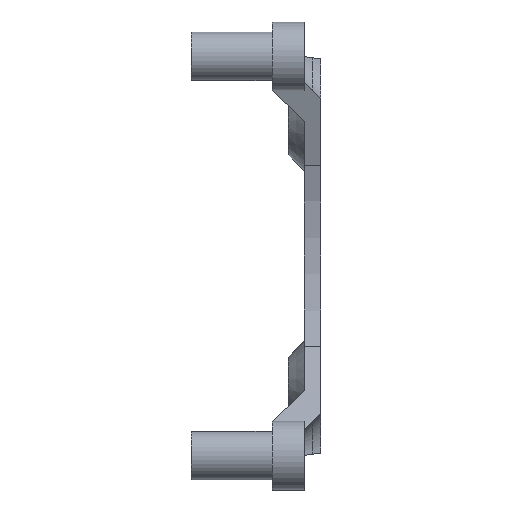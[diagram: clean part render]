
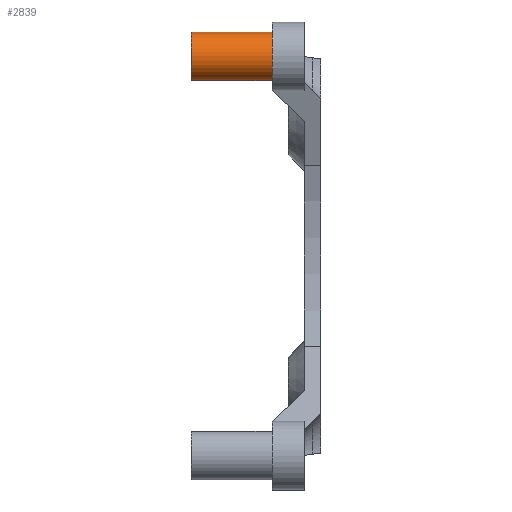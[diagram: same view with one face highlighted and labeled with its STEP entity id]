
A CAD part, left-side view. The second image highlights one B-rep face of the part: STEP entity #2839.
In plain terms, the highlighted cylindrical face has radius 3 mm (diameter 6 mm), a partial arc.
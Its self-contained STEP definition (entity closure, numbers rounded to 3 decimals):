
#13 = DIRECTION ( 'NONE',  ( 0., 0., -1. ) ) ;
#17 = DIRECTION ( 'NONE',  ( 0., 1., 0. ) ) ;
#54 = DIRECTION ( 'NONE',  ( 0., -1., 0. ) ) ;
#308 = LINE ( 'NONE', #1331, #3090 ) ;
#336 = CIRCLE ( 'NONE', #1191, 3. ) ;
#432 = CARTESIAN_POINT ( 'NONE',  ( -29.1, 2., 21.7 ) ) ;
#464 = CARTESIAN_POINT ( 'NONE',  ( -29.1, 6., 27.7 ) ) ;
#470 = EDGE_CURVE ( 'NONE', #2282, #545, #308, .T. ) ;
#472 = VERTEX_POINT ( 'NONE', #897 ) ;
#545 = VERTEX_POINT ( 'NONE', #464 ) ;
#606 = EDGE_CURVE ( 'NONE', #2859, #545, #2076, .T. ) ;
#612 = ORIENTED_EDGE ( 'NONE', *, *, #3136, .T. ) ;
#837 = FACE_OUTER_BOUND ( 'NONE', #1150, .T. ) ;
#867 = ORIENTED_EDGE ( 'NONE', *, *, #606, .T. ) ;
#897 = CARTESIAN_POINT ( 'NONE',  ( -29.1, 16., 21.7 ) ) ;
#921 = CARTESIAN_POINT ( 'NONE',  ( -29.1, 6., 21.7 ) ) ;
#927 = AXIS2_PLACEMENT_3D ( 'NONE', #2576, #54, #1603 ) ;
#946 = ORIENTED_EDGE ( 'NONE', *, *, #470, .F. ) ;
#1015 = CARTESIAN_POINT ( 'NONE',  ( -29.1, 16., 24.7 ) ) ;
#1150 = EDGE_LOOP ( 'NONE', ( #946, #2374, #612, #867 ) ) ;
#1191 = AXIS2_PLACEMENT_3D ( 'NONE', #1015, #17, #1324 ) ;
#1324 = DIRECTION ( 'NONE',  ( 0., 0., 1. ) ) ;
#1331 = CARTESIAN_POINT ( 'NONE',  ( -29.1, 2., 27.7 ) ) ;
#1338 = DIRECTION ( 'NONE',  ( 0., -1., 0. ) ) ;
#1603 = DIRECTION ( 'NONE',  ( 0., 0., -1. ) ) ;
#1783 = CARTESIAN_POINT ( 'NONE',  ( -29.1, 6., 24.7 ) ) ;
#2002 = CARTESIAN_POINT ( 'NONE',  ( -29.1, 16., 27.7 ) ) ;
#2076 = CIRCLE ( 'NONE', #2182, 3. ) ;
#2182 = AXIS2_PLACEMENT_3D ( 'NONE', #1783, #2781, #13 ) ;
#2282 = VERTEX_POINT ( 'NONE', #2002 ) ;
#2338 = DIRECTION ( 'NONE',  ( 0., -1., 0. ) ) ;
#2374 = ORIENTED_EDGE ( 'NONE', *, *, #3066, .F. ) ;
#2576 = CARTESIAN_POINT ( 'NONE',  ( -29.1, 2., 24.7 ) ) ;
#2590 = CYLINDRICAL_SURFACE ( 'NONE', #927, 3. ) ;
#2717 = LINE ( 'NONE', #432, #2885 ) ;
#2781 = DIRECTION ( 'NONE',  ( 0., 1., 0. ) ) ;
#2839 = ADVANCED_FACE ( 'NONE', ( #837 ), #2590, .T. ) ;
#2859 = VERTEX_POINT ( 'NONE', #921 ) ;
#2885 = VECTOR ( 'NONE', #1338, 1000. ) ;
#3066 = EDGE_CURVE ( 'NONE', #472, #2282, #336, .T. ) ;
#3090 = VECTOR ( 'NONE', #2338, 1000. ) ;
#3136 = EDGE_CURVE ( 'NONE', #472, #2859, #2717, .T. ) ;
